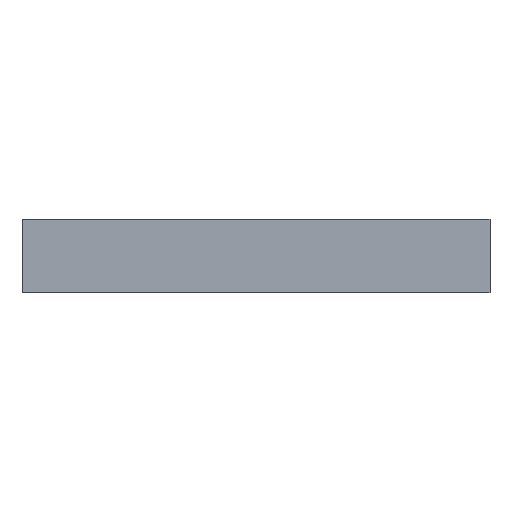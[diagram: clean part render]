
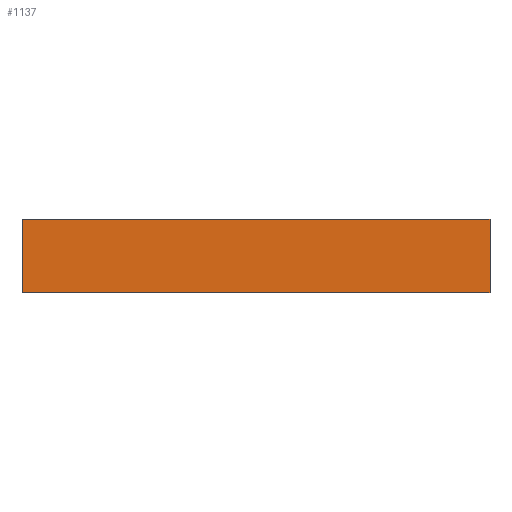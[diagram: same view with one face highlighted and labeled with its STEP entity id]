
A CAD part, top view. The second image highlights one B-rep face of the part: STEP entity #1137.
In plain terms, the highlighted planar face has unit normal (0, 0, 1).
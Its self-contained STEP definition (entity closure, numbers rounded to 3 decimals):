
#1117=AXIS2_PLACEMENT_3D('Plane Axis2P3D',#1114,#1115,#1116) ;
#1019=CARTESIAN_POINT('Vertex',(0.,0.,24.722)) ;
#1022=CARTESIAN_POINT('Line Origine',(0.,1.4,24.722)) ;
#1026=CARTESIAN_POINT('Vertex',(0.,2.8,24.722)) ;
#1099=CARTESIAN_POINT('Vertex',(17.9,2.8,24.722)) ;
#1102=CARTESIAN_POINT('Line Origine',(8.95,2.8,24.722)) ;
#1114=CARTESIAN_POINT('Axis2P3D Location',(82.45,0.2,24.722)) ;
#1119=CARTESIAN_POINT('Line Origine',(17.9,1.4,24.722)) ;
#1123=CARTESIAN_POINT('Vertex',(17.9,0.,24.722)) ;
#1126=CARTESIAN_POINT('Line Origine',(8.95,0.,24.722)) ;
#1023=DIRECTION('Vector Direction',(0.,1.,0.)) ;
#1103=DIRECTION('Vector Direction',(-1.,0.,0.)) ;
#1115=DIRECTION('Axis2P3D Direction',(0.,0.,-1.)) ;
#1116=DIRECTION('Axis2P3D XDirection',(0.,1.,0.)) ;
#1120=DIRECTION('Vector Direction',(0.,1.,0.)) ;
#1127=DIRECTION('Vector Direction',(-1.,0.,0.)) ;
#1024=VECTOR('Line Direction',#1023,1.) ;
#1104=VECTOR('Line Direction',#1103,1.) ;
#1121=VECTOR('Line Direction',#1120,1.) ;
#1128=VECTOR('Line Direction',#1127,1.) ;
#1132=ORIENTED_EDGE('',*,*,#1125,.F.) ;
#1133=ORIENTED_EDGE('',*,*,#1106,.T.) ;
#1134=ORIENTED_EDGE('',*,*,#1028,.F.) ;
#1135=ORIENTED_EDGE('',*,*,#1130,.F.) ;
#1137=ADVANCED_FACE('68405_HDC_MXCC_4X_02.1\\HDC_MXCC_4X_12_KOTR.1\\K\X2\00F6\X0\rper.20',(#1136),#1118,.F.) ;
#1028=EDGE_CURVE('',#1020,#1027,#1025,.T.) ;
#1106=EDGE_CURVE('',#1100,#1027,#1105,.T.) ;
#1125=EDGE_CURVE('',#1100,#1124,#1122,.F.) ;
#1130=EDGE_CURVE('',#1124,#1020,#1129,.T.) ;
#1131=EDGE_LOOP('',(#1132,#1133,#1134,#1135)) ;
#1136=FACE_OUTER_BOUND('',#1131,.T.) ;
#1025=LINE('Line',#1022,#1024) ;
#1105=LINE('Line',#1102,#1104) ;
#1122=LINE('Line',#1119,#1121) ;
#1129=LINE('Line',#1126,#1128) ;
#1118=PLANE('',#1117) ;
#1020=VERTEX_POINT('',#1019) ;
#1027=VERTEX_POINT('',#1026) ;
#1100=VERTEX_POINT('',#1099) ;
#1124=VERTEX_POINT('',#1123) ;
